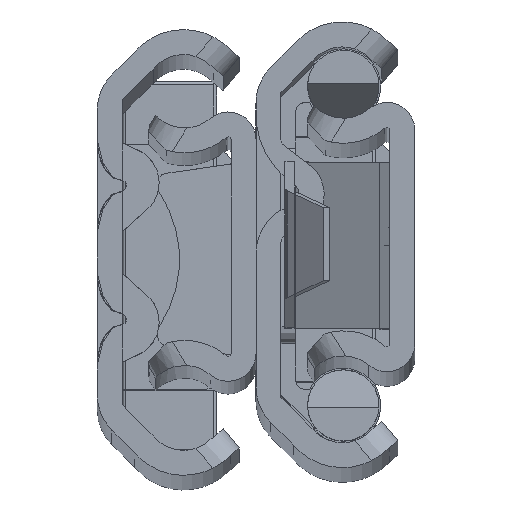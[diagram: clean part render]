
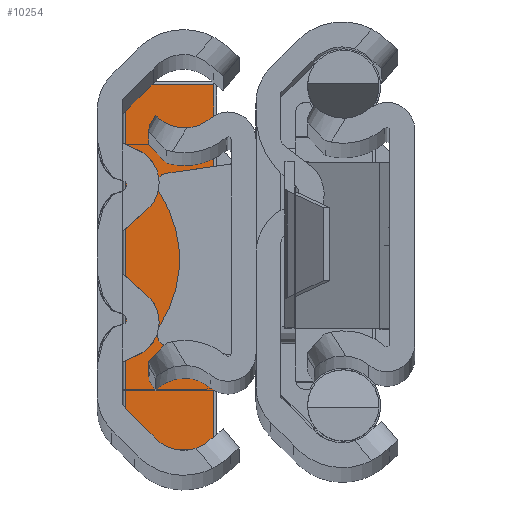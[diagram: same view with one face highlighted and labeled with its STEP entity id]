
A CAD part, top view. The second image highlights one B-rep face of the part: STEP entity #10254.
In plain terms, the highlighted planar face has unit normal (0, 0, 1).
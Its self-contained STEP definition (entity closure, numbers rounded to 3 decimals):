
#235 = CARTESIAN_POINT ( 'NONE',  ( -10.95, 5.5, 3.25 ) ) ;
#245 = CARTESIAN_POINT ( 'NONE',  ( -10.95, 0.2, 3.25 ) ) ;
#543 = CARTESIAN_POINT ( 'NONE',  ( 10.95, 5.5, 3.25 ) ) ;
#1212 = VECTOR ( 'NONE', #6392, 1000. ) ;
#1945 = DIRECTION ( 'NONE',  ( 0., -1., 0. ) ) ;
#2012 = CARTESIAN_POINT ( 'NONE',  ( -10.95, 5.7, 3.25 ) ) ;
#2154 = VERTEX_POINT ( 'NONE', #245 ) ;
#2184 = ORIENTED_EDGE ( 'NONE', *, *, #14137, .T. ) ;
#2554 = DIRECTION ( 'NONE',  ( -1., 0., 0. ) ) ;
#2745 = ORIENTED_EDGE ( 'NONE', *, *, #5010, .T. ) ;
#3776 = LINE ( 'NONE', #2012, #7694 ) ;
#4412 = VECTOR ( 'NONE', #8378, 1000. ) ;
#4859 = LINE ( 'NONE', #4997, #4412 ) ;
#4898 = EDGE_CURVE ( 'NONE', #5066, #5241, #9346, .T. ) ;
#4997 = CARTESIAN_POINT ( 'NONE',  ( 10.95, 5.7, 3.25 ) ) ;
#5010 = EDGE_CURVE ( 'NONE', #9150, #5066, #4859, .T. ) ;
#5066 = VERTEX_POINT ( 'NONE', #543 ) ;
#5241 = VERTEX_POINT ( 'NONE', #235 ) ;
#6392 = DIRECTION ( 'NONE',  ( 1., 0., 0. ) ) ;
#6535 = LINE ( 'NONE', #10711, #1212 ) ;
#6738 = ORIENTED_EDGE ( 'NONE', *, *, #11615, .T. ) ;
#7394 = ORIENTED_EDGE ( 'NONE', *, *, #4898, .T. ) ;
#7694 = VECTOR ( 'NONE', #1945, 1000. ) ;
#7879 = FACE_OUTER_BOUND ( 'NONE', #8929, .T. ) ;
#8378 = DIRECTION ( 'NONE',  ( 0., 1., 0. ) ) ;
#8826 = DIRECTION ( 'NONE',  ( 0., 0., -1. ) ) ;
#8929 = EDGE_LOOP ( 'NONE', ( #7394, #2184, #6738, #2745 ) ) ;
#9150 = VERTEX_POINT ( 'NONE', #13488 ) ;
#9237 = VECTOR ( 'NONE', #13389, 1000. ) ;
#9346 = LINE ( 'NONE', #11488, #9237 ) ;
#9978 = PLANE ( 'NONE',  #12926 ) ;
#10254 = ADVANCED_FACE ( 'NONE', ( #7879 ), #9978, .F. ) ;
#10711 = CARTESIAN_POINT ( 'NONE',  ( -11.15, 0.2, 3.25 ) ) ;
#11488 = CARTESIAN_POINT ( 'NONE',  ( -11.15, 5.5, 3.25 ) ) ;
#11615 = EDGE_CURVE ( 'NONE', #2154, #9150, #6535, .T. ) ;
#12926 = AXIS2_PLACEMENT_3D ( 'NONE', #13268, #8826, #2554 ) ;
#13268 = CARTESIAN_POINT ( 'NONE',  ( -11.15, 5.7, 3.25 ) ) ;
#13389 = DIRECTION ( 'NONE',  ( -1., 0., 0. ) ) ;
#13488 = CARTESIAN_POINT ( 'NONE',  ( 10.95, 0.2, 3.25 ) ) ;
#14137 = EDGE_CURVE ( 'NONE', #5241, #2154, #3776, .T. ) ;
